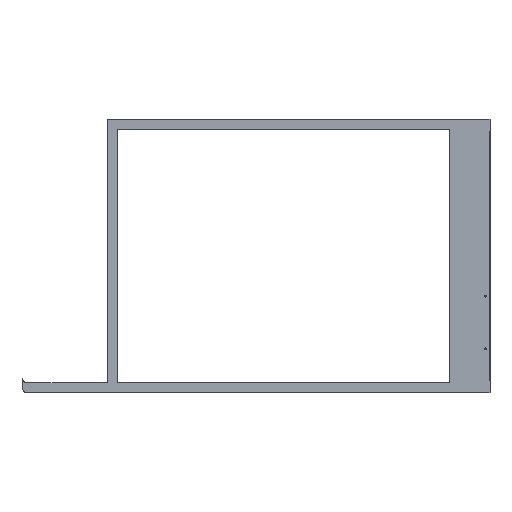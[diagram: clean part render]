
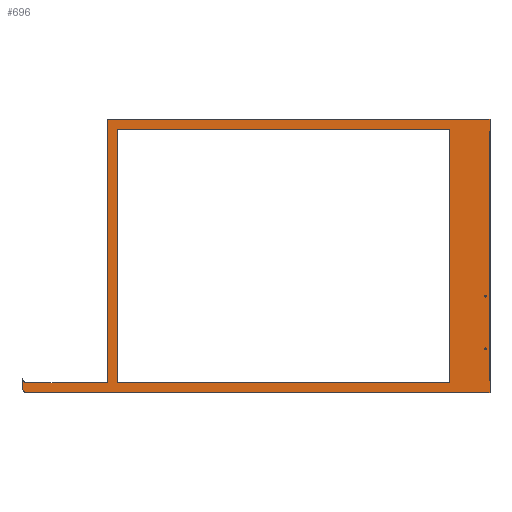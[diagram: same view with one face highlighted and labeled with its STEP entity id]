
A CAD part, left-side view. The second image highlights one B-rep face of the part: STEP entity #696.
In plain terms, the highlighted planar face has unit normal (-1, 0, 0).
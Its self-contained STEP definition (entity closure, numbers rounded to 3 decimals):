
#1=DIRECTION('',(0.,-1.,0.));
#2=VECTOR('',#1,825.);
#3=CARTESIAN_POINT('',(0.,875.,315.));
#4=LINE('',#3,#2);
#5=DIRECTION('',(0.,0.,1.));
#6=VECTOR('',#5,630.);
#7=CARTESIAN_POINT('',(0.,875.,-315.));
#8=LINE('',#7,#6);
#9=DIRECTION('',(0.,1.,0.));
#10=VECTOR('',#9,825.);
#11=CARTESIAN_POINT('',(0.,50.,-315.));
#12=LINE('',#11,#10);
#13=DIRECTION('',(0.,0.,1.));
#14=VECTOR('',#13,630.);
#15=CARTESIAN_POINT('',(0.,50.,-315.));
#16=LINE('',#15,#14);
#17=CARTESIAN_POINT('',(0.,1100.,-330.));
#18=DIRECTION('',(-1.,0.,0.));
#19=DIRECTION('',(0.,1.,0.));
#20=AXIS2_PLACEMENT_3D('',#17,#18,#19);
#22=DIRECTION('',(0.,1.,0.));
#23=VECTOR('',#22,2.);
#24=CARTESIAN_POINT('',(0.,1110.,-330.));
#25=LINE('',#24,#23);
#26=DIRECTION('',(0.,1.,0.));
#27=VECTOR('',#26,200.);
#28=CARTESIAN_POINT('',(0.,900.,-315.));
#29=LINE('',#28,#27);
#30=DIRECTION('',(0.,0.,-1.));
#31=VECTOR('',#30,655.);
#32=CARTESIAN_POINT('',(0.,900.,340.));
#33=LINE('',#32,#31);
#34=DIRECTION('',(0.,0.,-1.));
#35=VECTOR('',#34,30.);
#36=CARTESIAN_POINT('',(0.,-50.,340.));
#37=LINE('',#36,#35);
#38=DIRECTION('',(0.,1.,0.));
#39=VECTOR('',#38,2.);
#40=CARTESIAN_POINT('',(0.,-50.,310.));
#41=LINE('',#40,#39);
#42=DIRECTION('',(0.,0.,1.));
#43=VECTOR('',#42,620.);
#44=CARTESIAN_POINT('',(0.,-48.,-310.));
#45=LINE('',#44,#43);
#46=DIRECTION('',(0.,1.,0.));
#47=VECTOR('',#46,2.);
#48=CARTESIAN_POINT('',(0.,-50.,-310.));
#49=LINE('',#48,#47);
#50=DIRECTION('',(0.,0.,-1.));
#51=VECTOR('',#50,30.);
#52=CARTESIAN_POINT('',(0.,-50.,-310.));
#53=LINE('',#52,#51);
#54=CARTESIAN_POINT('',(0.,-39.,-100.));
#55=DIRECTION('',(-1.,0.,0.));
#56=DIRECTION('',(0.,1.,0.));
#57=AXIS2_PLACEMENT_3D('',#54,#55,#56);
#59=CARTESIAN_POINT('',(0.,-39.,-100.));
#60=DIRECTION('',(-1.,0.,0.));
#61=DIRECTION('',(0.,-1.,0.));
#62=AXIS2_PLACEMENT_3D('',#59,#60,#61);
#64=CARTESIAN_POINT('',(0.,-39.,-230.));
#65=DIRECTION('',(-1.,0.,0.));
#66=DIRECTION('',(0.,1.,0.));
#67=AXIS2_PLACEMENT_3D('',#64,#65,#66);
#69=CARTESIAN_POINT('',(0.,-39.,-230.));
#70=DIRECTION('',(-1.,0.,0.));
#71=DIRECTION('',(0.,-1.,0.));
#72=AXIS2_PLACEMENT_3D('',#69,#70,#71);
#211=DIRECTION('',(0.,1.,0.));
#212=VECTOR('',#211,950.);
#213=CARTESIAN_POINT('',(0.,-50.,340.));
#214=LINE('',#213,#212);
#235=CARTESIAN_POINT('',(0.,1100.,-305.));
#236=DIRECTION('',(1.,0.,0.));
#237=DIRECTION('',(0.,0.,-1.));
#238=AXIS2_PLACEMENT_3D('',#235,#236,#237);
#249=DIRECTION('',(0.,1.,0.));
#250=VECTOR('',#249,2.);
#251=CARTESIAN_POINT('',(0.,1110.,-305.));
#252=LINE('',#251,#250);
#276=DIRECTION('',(0.,0.,1.));
#277=VECTOR('',#276,25.);
#278=CARTESIAN_POINT('',(0.,1112.,-330.));
#279=LINE('',#278,#277);
#323=DIRECTION('',(0.,-1.,0.));
#324=VECTOR('',#323,1150.);
#325=CARTESIAN_POINT('',(0.,1100.,-340.));
#326=LINE('',#325,#324);
#491=CARTESIAN_POINT('',(0.,-50.,340.));
#492=VERTEX_POINT('',#491);
#493=CARTESIAN_POINT('',(0.,-50.,-340.));
#494=VERTEX_POINT('',#493);
#503=CARTESIAN_POINT('',(0.,50.,315.));
#505=VERTEX_POINT('',#503);
#519=CARTESIAN_POINT('',(0.,-50.,-310.));
#520=CARTESIAN_POINT('',(0.,-48.,-310.));
#521=VERTEX_POINT('',#519);
#522=VERTEX_POINT('',#520);
#523=CARTESIAN_POINT('',(0.,-50.,310.));
#524=CARTESIAN_POINT('',(0.,-48.,310.));
#525=VERTEX_POINT('',#523);
#526=VERTEX_POINT('',#524);
#527=CARTESIAN_POINT('',(0.,50.,-315.));
#529=VERTEX_POINT('',#527);
#544=CARTESIAN_POINT('',(0.,875.,315.));
#546=VERTEX_POINT('',#544);
#548=CARTESIAN_POINT('',(0.,875.,-315.));
#550=VERTEX_POINT('',#548);
#551=CARTESIAN_POINT('',(0.,900.,340.));
#552=VERTEX_POINT('',#551);
#553=CARTESIAN_POINT('',(0.,900.,-315.));
#554=VERTEX_POINT('',#553);
#587=CARTESIAN_POINT('',(0.,1112.,-330.));
#588=CARTESIAN_POINT('',(0.,1112.,-305.));
#589=VERTEX_POINT('',#587);
#590=VERTEX_POINT('',#588);
#591=CARTESIAN_POINT('',(0.,1100.,-315.));
#593=VERTEX_POINT('',#591);
#595=CARTESIAN_POINT('',(0.,1110.,-305.));
#597=VERTEX_POINT('',#595);
#603=CARTESIAN_POINT('',(0.,1110.,-330.));
#604=CARTESIAN_POINT('',(0.,1100.,-340.));
#605=VERTEX_POINT('',#603);
#606=VERTEX_POINT('',#604);
#607=CARTESIAN_POINT('',(0.,-37.,-100.));
#608=CARTESIAN_POINT('',(0.,-41.,-100.));
#609=VERTEX_POINT('',#607);
#610=VERTEX_POINT('',#608);
#611=CARTESIAN_POINT('',(0.,-37.,-230.));
#612=CARTESIAN_POINT('',(0.,-41.,-230.));
#613=VERTEX_POINT('',#611);
#614=VERTEX_POINT('',#612);
#639=CARTESIAN_POINT('',(0.,0.,0.));
#640=DIRECTION('',(1.,0.,0.));
#641=DIRECTION('',(0.,0.,-1.));
#642=AXIS2_PLACEMENT_3D('',#639,#640,#641);
#643=PLANE('',#642);
#645=ORIENTED_EDGE('',*,*,#644,.F.);
#647=ORIENTED_EDGE('',*,*,#646,.T.);
#649=ORIENTED_EDGE('',*,*,#648,.T.);
#651=ORIENTED_EDGE('',*,*,#650,.F.);
#653=ORIENTED_EDGE('',*,*,#652,.F.);
#655=ORIENTED_EDGE('',*,*,#654,.F.);
#657=ORIENTED_EDGE('',*,*,#656,.F.);
#659=ORIENTED_EDGE('',*,*,#658,.F.);
#661=ORIENTED_EDGE('',*,*,#660,.T.);
#663=ORIENTED_EDGE('',*,*,#662,.T.);
#665=ORIENTED_EDGE('',*,*,#664,.F.);
#667=ORIENTED_EDGE('',*,*,#666,.F.);
#669=ORIENTED_EDGE('',*,*,#668,.T.);
#671=ORIENTED_EDGE('',*,*,#670,.F.);
#672=EDGE_LOOP('',(#645,#647,#649,#651,#653,#655,#657,#659,#661,#663,#665,#667,
#669,#671));
#673=FACE_OUTER_BOUND('',#672,.F.);
#675=ORIENTED_EDGE('',*,*,#674,.F.);
#677=ORIENTED_EDGE('',*,*,#676,.F.);
#679=ORIENTED_EDGE('',*,*,#678,.F.);
#681=ORIENTED_EDGE('',*,*,#680,.T.);
#682=EDGE_LOOP('',(#675,#677,#679,#681));
#683=FACE_BOUND('',#682,.F.);
#685=ORIENTED_EDGE('',*,*,#684,.T.);
#687=ORIENTED_EDGE('',*,*,#686,.T.);
#688=EDGE_LOOP('',(#685,#687));
#689=FACE_BOUND('',#688,.F.);
#691=ORIENTED_EDGE('',*,*,#690,.T.);
#693=ORIENTED_EDGE('',*,*,#692,.T.);
#694=EDGE_LOOP('',(#691,#693));
#695=FACE_BOUND('',#694,.F.);
#696=ADVANCED_FACE('',(#673,#683,#689,#695),#643,.F.);
#21=CIRCLE('',#20,10.);
#58=CIRCLE('',#57,2.);
#63=CIRCLE('',#62,2.);
#68=CIRCLE('',#67,2.);
#73=CIRCLE('',#72,2.);
#239=CIRCLE('',#238,10.);
#644=EDGE_CURVE('',#605,#606,#21,.T.);
#646=EDGE_CURVE('',#605,#589,#25,.T.);
#648=EDGE_CURVE('',#589,#590,#279,.T.);
#650=EDGE_CURVE('',#597,#590,#252,.T.);
#652=EDGE_CURVE('',#593,#597,#239,.T.);
#654=EDGE_CURVE('',#554,#593,#29,.T.);
#656=EDGE_CURVE('',#552,#554,#33,.T.);
#658=EDGE_CURVE('',#492,#552,#214,.T.);
#660=EDGE_CURVE('',#492,#525,#37,.T.);
#662=EDGE_CURVE('',#525,#526,#41,.T.);
#664=EDGE_CURVE('',#522,#526,#45,.T.);
#666=EDGE_CURVE('',#521,#522,#49,.T.);
#668=EDGE_CURVE('',#521,#494,#53,.T.);
#670=EDGE_CURVE('',#606,#494,#326,.T.);
#674=EDGE_CURVE('',#546,#505,#4,.T.);
#676=EDGE_CURVE('',#550,#546,#8,.T.);
#678=EDGE_CURVE('',#529,#550,#12,.T.);
#680=EDGE_CURVE('',#529,#505,#16,.T.);
#684=EDGE_CURVE('',#609,#610,#58,.T.);
#686=EDGE_CURVE('',#610,#609,#63,.T.);
#690=EDGE_CURVE('',#613,#614,#68,.T.);
#692=EDGE_CURVE('',#614,#613,#73,.T.);
